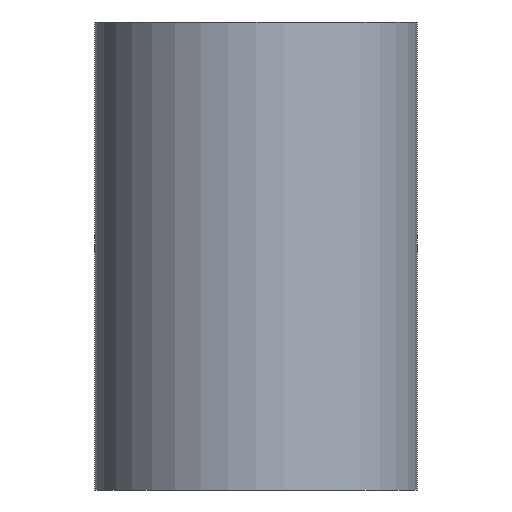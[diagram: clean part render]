
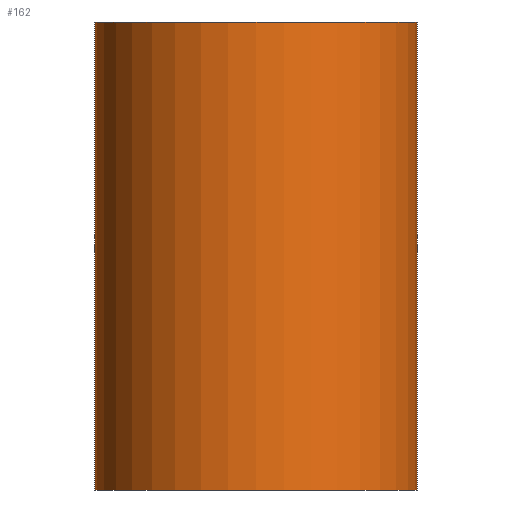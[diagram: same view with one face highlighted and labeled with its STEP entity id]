
A CAD part, front view. The second image highlights one B-rep face of the part: STEP entity #162.
In plain terms, the highlighted cylindrical face has radius 1 mm (diameter 2 mm), a partial arc.
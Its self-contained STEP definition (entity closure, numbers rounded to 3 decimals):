
#6 = CARTESIAN_POINT ( 'NONE',  ( -4.925, 18.81, -2.5 ) ) ;
#10 = CIRCLE ( 'NONE', #160, 1. ) ;
#11 = VERTEX_POINT ( 'NONE', #6 ) ;
#20 = VERTEX_POINT ( 'NONE', #47 ) ;
#22 = CARTESIAN_POINT ( 'NONE',  ( -2.925, 18.81, 0.4 ) ) ;
#26 = VERTEX_POINT ( 'NONE', #94 ) ;
#27 = EDGE_CURVE ( 'NONE', #20, #85, #10, .T. ) ;
#31 = DIRECTION ( 'NONE',  ( 0., 0., 1. ) ) ;
#32 = CIRCLE ( 'NONE', #71, 1. ) ;
#34 = EDGE_CURVE ( 'NONE', #20, #11, #138, .T. ) ;
#35 = DIRECTION ( 'NONE',  ( 0., 0., -1. ) ) ;
#36 = CARTESIAN_POINT ( 'NONE',  ( -3.925, 18.81, 0.4 ) ) ;
#38 = DIRECTION ( 'NONE',  ( 0., 0., -1. ) ) ;
#44 = VECTOR ( 'NONE', #35, 1000. ) ;
#47 = CARTESIAN_POINT ( 'NONE',  ( -4.925, 18.81, 0.4 ) ) ;
#50 = CARTESIAN_POINT ( 'NONE',  ( -4.925, 18.81, 0.4 ) ) ;
#71 = AXIS2_PLACEMENT_3D ( 'NONE', #124, #143, #144 ) ;
#85 = VERTEX_POINT ( 'NONE', #117 ) ;
#87 = EDGE_LOOP ( 'NONE', ( #152, #95, #92, #174 ) ) ;
#90 = DIRECTION ( 'NONE',  ( 1., 0., 0. ) ) ;
#92 = ORIENTED_EDGE ( 'NONE', *, *, #114, .F. ) ;
#94 = CARTESIAN_POINT ( 'NONE',  ( -2.925, 18.81, -2.5 ) ) ;
#95 = ORIENTED_EDGE ( 'NONE', *, *, #185, .F. ) ;
#100 = LINE ( 'NONE', #22, #135 ) ;
#101 = CYLINDRICAL_SURFACE ( 'NONE', #148, 1. ) ;
#112 = DIRECTION ( 'NONE',  ( 0., 0., -1. ) ) ;
#114 = EDGE_CURVE ( 'NONE', #85, #26, #100, .T. ) ;
#117 = CARTESIAN_POINT ( 'NONE',  ( -2.925, 18.81, 0.4 ) ) ;
#124 = CARTESIAN_POINT ( 'NONE',  ( -3.925, 18.81, -2.5 ) ) ;
#135 = VECTOR ( 'NONE', #112, 1000. ) ;
#138 = LINE ( 'NONE', #50, #44 ) ;
#143 = DIRECTION ( 'NONE',  ( 0., 0., -1. ) ) ;
#144 = DIRECTION ( 'NONE',  ( -1., 0., 0. ) ) ;
#148 = AXIS2_PLACEMENT_3D ( 'NONE', #168, #38, #187 ) ;
#152 = ORIENTED_EDGE ( 'NONE', *, *, #34, .T. ) ;
#160 = AXIS2_PLACEMENT_3D ( 'NONE', #36, #31, #90 ) ;
#162 = ADVANCED_FACE ( 'NONE', ( #186 ), #101, .T. ) ;
#168 = CARTESIAN_POINT ( 'NONE',  ( -3.925, 18.81, 0.4 ) ) ;
#174 = ORIENTED_EDGE ( 'NONE', *, *, #27, .F. ) ;
#185 = EDGE_CURVE ( 'NONE', #26, #11, #32, .T. ) ;
#186 = FACE_OUTER_BOUND ( 'NONE', #87, .T. ) ;
#187 = DIRECTION ( 'NONE',  ( -1., 0., 0. ) ) ;
